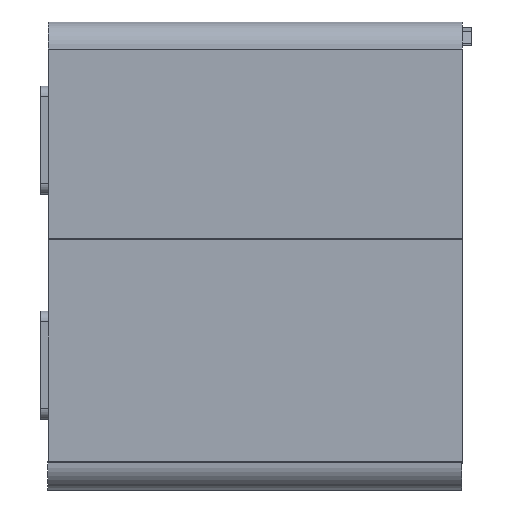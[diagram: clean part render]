
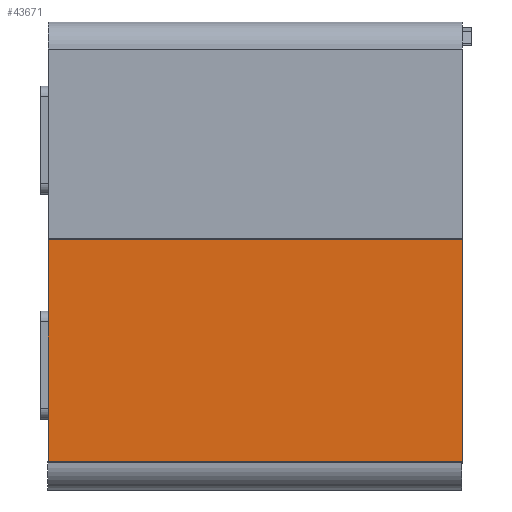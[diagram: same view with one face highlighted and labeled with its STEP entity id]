
A CAD part, left-side view. The second image highlights one B-rep face of the part: STEP entity #43671.
In plain terms, the highlighted planar face has unit normal (-1, 0, 0).
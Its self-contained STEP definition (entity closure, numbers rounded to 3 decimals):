
#1283=PLANE('',#46043);
#4355=FACE_OUTER_BOUND('',#6963,.T.);
#6963=EDGE_LOOP('',(#37819,#37820,#37821,#37822,#37823,#37824));
#11464=LINE('',#72903,#17123);
#11475=LINE('',#72934,#17134);
#11484=LINE('',#72953,#17143);
#11488=LINE('',#72962,#17147);
#11489=LINE('',#72963,#17148);
#11490=LINE('',#72964,#17149);
#17123=VECTOR('',#53612,10.);
#17134=VECTOR('',#53639,10.);
#17143=VECTOR('',#53656,10.);
#17147=VECTOR('',#53666,10.);
#17148=VECTOR('',#53667,10.);
#17149=VECTOR('',#53668,10.);
#22174=VERTEX_POINT('',#72899);
#22175=VERTEX_POINT('',#72901);
#22187=VERTEX_POINT('',#72933);
#22193=VERTEX_POINT('',#72952);
#22194=VERTEX_POINT('',#72960);
#22195=VERTEX_POINT('',#72961);
#27614=EDGE_CURVE('',#22175,#22174,#11464,.T.);
#27628=EDGE_CURVE('',#22187,#22174,#11475,.T.);
#27639=EDGE_CURVE('',#22193,#22187,#11484,.T.);
#27643=EDGE_CURVE('',#22194,#22195,#11488,.T.);
#27644=EDGE_CURVE('',#22193,#22195,#11489,.T.);
#27645=EDGE_CURVE('',#22194,#22175,#11490,.T.);
#37819=ORIENTED_EDGE('',*,*,#27643,.T.);
#37820=ORIENTED_EDGE('',*,*,#27644,.F.);
#37821=ORIENTED_EDGE('',*,*,#27639,.T.);
#37822=ORIENTED_EDGE('',*,*,#27628,.T.);
#37823=ORIENTED_EDGE('',*,*,#27614,.F.);
#37824=ORIENTED_EDGE('',*,*,#27645,.F.);
#43671=ADVANCED_FACE('',(#4355),#1283,.F.);
#46043=AXIS2_PLACEMENT_3D('',#72959,#53664,#53665);
#53612=DIRECTION('',(0.,1.,0.));
#53639=DIRECTION('',(0.,0.,-1.));
#53656=DIRECTION('',(0.,-1.,0.));
#53664=DIRECTION('center_axis',(1.,0.,0.));
#53665=DIRECTION('ref_axis',(0.,1.,0.));
#53666=DIRECTION('',(0.,1.,0.));
#53667=DIRECTION('',(0.,0.,1.));
#53668=DIRECTION('',(0.,0.,-1.));
#72899=CARTESIAN_POINT('',(-4.658,350.129,49.783));
#72901=CARTESIAN_POINT('',(-4.658,350.,49.783));
#72903=CARTESIAN_POINT('',(-4.658,350.,49.783));
#72933=CARTESIAN_POINT('',(-4.658,350.129,50.842));
#72934=CARTESIAN_POINT('',(-4.658,350.129,107.312));
#72952=CARTESIAN_POINT('',(-4.658,580.,50.842));
#72953=CARTESIAN_POINT('',(-4.658,400.864,50.842));
#72959=CARTESIAN_POINT('Origin',(-4.658,400.8,164.783));
#72960=CARTESIAN_POINT('',(-4.658,350.,173.783));
#72961=CARTESIAN_POINT('',(-4.658,580.,173.783));
#72962=CARTESIAN_POINT('',(-4.658,490.4,173.783));
#72963=CARTESIAN_POINT('',(-4.658,580.,49.783));
#72964=CARTESIAN_POINT('',(-4.658,350.,279.783));
